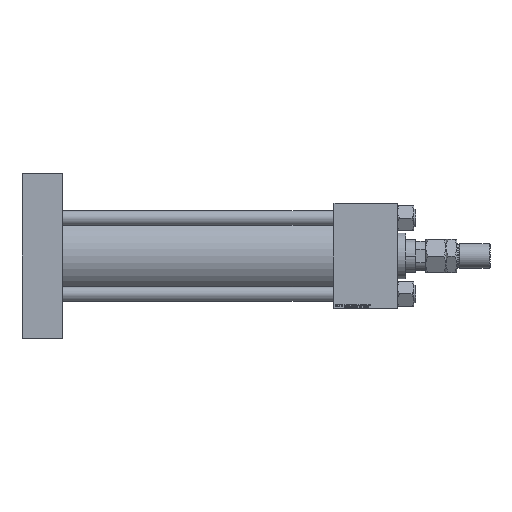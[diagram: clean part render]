
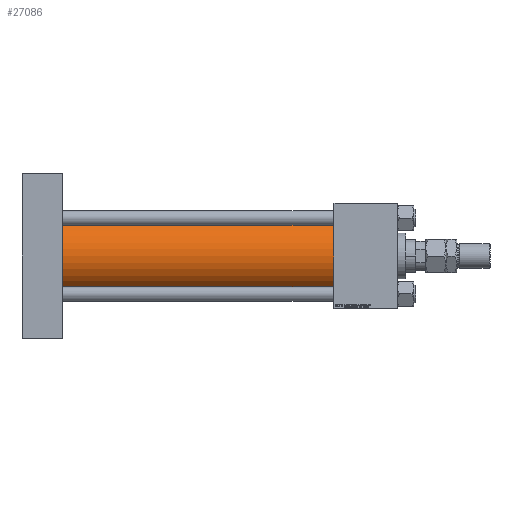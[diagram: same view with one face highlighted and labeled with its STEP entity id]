
A CAD part, front view. The second image highlights one B-rep face of the part: STEP entity #27086.
In plain terms, the highlighted cylindrical face has radius 43 mm (diameter 86 mm), a partial arc.
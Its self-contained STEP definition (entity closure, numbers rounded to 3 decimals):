
#1526 = DIRECTION ( 'NONE',  ( -1., 0., 0. ) ) ;
#2059 = CYLINDRICAL_SURFACE ( 'NONE', #15715, 43. ) ;
#3197 = DIRECTION ( 'NONE',  ( 1., 0., 0. ) ) ;
#7603 = VERTEX_POINT ( 'NONE', #44588 ) ;
#9731 = EDGE_LOOP ( 'NONE', ( #38186, #10300, #16239, #39067 ) ) ;
#9787 = EDGE_CURVE ( 'NONE', #52716, #50929, #34856, .T. ) ;
#10300 = ORIENTED_EDGE ( 'NONE', *, *, #9787, .F. ) ;
#15715 = AXIS2_PLACEMENT_3D ( 'NONE', #18221, #35196, #23146 ) ;
#16239 = ORIENTED_EDGE ( 'NONE', *, *, #44220, .T. ) ;
#18221 = CARTESIAN_POINT ( 'NONE',  ( 340., 0., 0. ) ) ;
#18834 = DIRECTION ( 'NONE',  ( 0., 0., -1. ) ) ;
#19487 = VECTOR ( 'NONE', #37755, 1000. ) ;
#20705 = CIRCLE ( 'NONE', #27679, 43. ) ;
#21608 = VERTEX_POINT ( 'NONE', #33253 ) ;
#23146 = DIRECTION ( 'NONE',  ( 0., 0., 1. ) ) ;
#24892 = LINE ( 'NONE', #49530, #19487 ) ;
#27086 = ADVANCED_FACE ( 'NONE', ( #36013 ), #2059, .T. ) ;
#27679 = AXIS2_PLACEMENT_3D ( 'NONE', #53831, #3197, #49717 ) ;
#28791 = CARTESIAN_POINT ( 'NONE',  ( 340., 0., -43. ) ) ;
#30890 = DIRECTION ( 'NONE',  ( 1., 0., 0. ) ) ;
#33253 = CARTESIAN_POINT ( 'NONE',  ( 44., 0., 43. ) ) ;
#33555 = CARTESIAN_POINT ( 'NONE',  ( 340., 0., 43. ) ) ;
#33729 = VECTOR ( 'NONE', #1526, 1000. ) ;
#34856 = CIRCLE ( 'NONE', #46187, 43. ) ;
#35196 = DIRECTION ( 'NONE',  ( -1., 0., 0. ) ) ;
#35472 = CARTESIAN_POINT ( 'NONE',  ( 340., 0., 43. ) ) ;
#36013 = FACE_OUTER_BOUND ( 'NONE', #9731, .T. ) ;
#37755 = DIRECTION ( 'NONE',  ( -1., 0., 0. ) ) ;
#38186 = ORIENTED_EDGE ( 'NONE', *, *, #51969, .F. ) ;
#39025 = LINE ( 'NONE', #35472, #33729 ) ;
#39067 = ORIENTED_EDGE ( 'NONE', *, *, #47060, .T. ) ;
#44021 = CARTESIAN_POINT ( 'NONE',  ( 340., 0., 0. ) ) ;
#44220 = EDGE_CURVE ( 'NONE', #52716, #21608, #39025, .T. ) ;
#44588 = CARTESIAN_POINT ( 'NONE',  ( 44., 0., -43. ) ) ;
#46187 = AXIS2_PLACEMENT_3D ( 'NONE', #44021, #30890, #18834 ) ;
#47060 = EDGE_CURVE ( 'NONE', #21608, #7603, #20705, .T. ) ;
#49530 = CARTESIAN_POINT ( 'NONE',  ( 340., 0., -43. ) ) ;
#49717 = DIRECTION ( 'NONE',  ( 0., 0., 1. ) ) ;
#50929 = VERTEX_POINT ( 'NONE', #28791 ) ;
#51969 = EDGE_CURVE ( 'NONE', #50929, #7603, #24892, .T. ) ;
#52716 = VERTEX_POINT ( 'NONE', #33555 ) ;
#53831 = CARTESIAN_POINT ( 'NONE',  ( 44., 0., 0. ) ) ;
